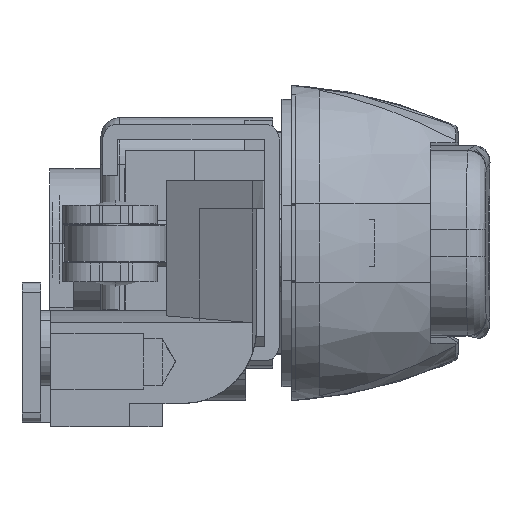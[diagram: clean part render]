
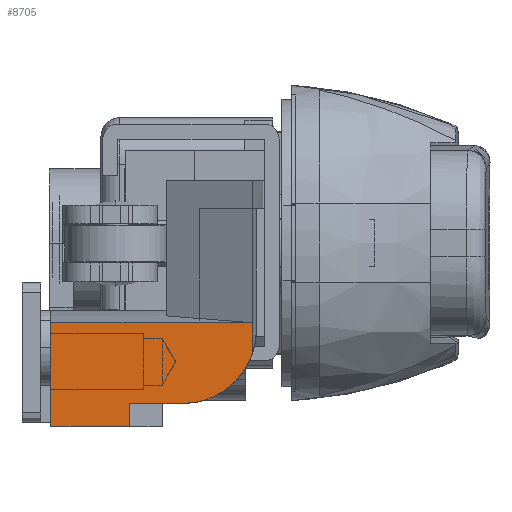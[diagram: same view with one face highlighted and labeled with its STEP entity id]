
A CAD part, front view. The second image highlights one B-rep face of the part: STEP entity #8705.
In plain terms, the highlighted face is planar.
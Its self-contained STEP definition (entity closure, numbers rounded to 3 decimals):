
#2454 = EDGE_LOOP ( 'NONE', ( #7441, #7443, #7442, #7444, #7445, #7447, #7446 ) ) ;
#6120 = VERTEX_POINT ( 'NONE', #18975 ) ;
#6121 = VERTEX_POINT ( 'NONE', #18976 ) ;
#6126 = VERTEX_POINT ( 'NONE', #18981 ) ;
#6127 = VERTEX_POINT ( 'NONE', #18982 ) ;
#6128 = VERTEX_POINT ( 'NONE', #18983 ) ;
#6129 = VERTEX_POINT ( 'NONE', #18984 ) ;
#6130 = VERTEX_POINT ( 'NONE', #18985 ) ;
#7441 = ORIENTED_EDGE ( 'NONE', *, *, #8246, .F. ) ;
#7442 = ORIENTED_EDGE ( 'NONE', *, *, #8247, .F. ) ;
#7443 = ORIENTED_EDGE ( 'NONE', *, *, #8245, .T. ) ;
#7444 = ORIENTED_EDGE ( 'NONE', *, *, #8239, .T. ) ;
#7445 = ORIENTED_EDGE ( 'NONE', *, *, #8248, .T. ) ;
#7446 = ORIENTED_EDGE ( 'NONE', *, *, #8250, .F. ) ;
#7447 = ORIENTED_EDGE ( 'NONE', *, *, #8249, .T. ) ;
#8239 = EDGE_CURVE ( 'NONE', #6121, #6120, #22312, .T. ) ;
#8245 = EDGE_CURVE ( 'NONE', #6126, #6128, #14262, .T. ) ;
#8246 = EDGE_CURVE ( 'NONE', #6126, #6127, #22335, .T. ) ;
#8247 = EDGE_CURVE ( 'NONE', #6121, #6128, #22338, .T. ) ;
#8248 = EDGE_CURVE ( 'NONE', #6120, #6129, #22341, .T. ) ;
#8249 = EDGE_CURVE ( 'NONE', #6129, #6130, #22344, .T. ) ;
#8250 = EDGE_CURVE ( 'NONE', #6127, #6130, #22347, .T. ) ;
#8705 = ADVANCED_FACE ( 'NONE', ( #25355 ), #26181, .F. ) ;
#14262 = CIRCLE ( 'NONE', #21373, 8. ) ;
#18975 = CARTESIAN_POINT ( 'NONE',  ( -16., 0., 11.212 ) ) ;
#18976 = CARTESIAN_POINT ( 'NONE',  ( -16., -21.712, 11.212 ) ) ;
#18981 = CARTESIAN_POINT ( 'NONE',  ( -16., -14.145, 2.5 ) ) ;
#18982 = CARTESIAN_POINT ( 'NONE',  ( -16., -8.5, 2.5 ) ) ;
#18983 = CARTESIAN_POINT ( 'NONE',  ( -16., -21.712, 7.903 ) ) ;
#18984 = CARTESIAN_POINT ( 'NONE',  ( -16., 0., 0. ) ) ;
#18985 = CARTESIAN_POINT ( 'NONE',  ( -16., -8.5, 0. ) ) ;
#21368 = VECTOR ( 'NONE', #22314, 1000. ) ;
#21373 = AXIS2_PLACEMENT_3D ( 'NONE', #22331, #22332, #22333 ) ;
#21374 = VECTOR ( 'NONE', #22337, 1000. ) ;
#21375 = VECTOR ( 'NONE', #22340, 1000. ) ;
#21376 = VECTOR ( 'NONE', #22343, 1000. ) ;
#21377 = VECTOR ( 'NONE', #22346, 1000. ) ;
#21378 = VECTOR ( 'NONE', #22349, 1000. ) ;
#22312 = LINE ( 'NONE', #22313, #21368 ) ;
#22313 = CARTESIAN_POINT ( 'NONE',  ( -16., -12.5, 11.212 ) ) ;
#22314 = DIRECTION ( 'NONE',  ( 0., 1., 0. ) ) ;
#22331 = CARTESIAN_POINT ( 'NONE',  ( -16., -14.145, 10.5 ) ) ;
#22332 = DIRECTION ( 'NONE',  ( -1., 0., 0. ) ) ;
#22333 = DIRECTION ( 'NONE',  ( 0., 0., -1. ) ) ;
#22335 = LINE ( 'NONE', #22336, #21374 ) ;
#22336 = CARTESIAN_POINT ( 'NONE',  ( -16., -8.5, 2.5 ) ) ;
#22337 = DIRECTION ( 'NONE',  ( 0., 1., 0. ) ) ;
#22338 = LINE ( 'NONE', #22339, #21375 ) ;
#22339 = CARTESIAN_POINT ( 'NONE',  ( -16., -21.712, 26.5 ) ) ;
#22340 = DIRECTION ( 'NONE',  ( 0., 0., -1. ) ) ;
#22341 = LINE ( 'NONE', #22342, #21376 ) ;
#22342 = CARTESIAN_POINT ( 'NONE',  ( -16., 0., 26.5 ) ) ;
#22343 = DIRECTION ( 'NONE',  ( 0., 0., -1. ) ) ;
#22344 = LINE ( 'NONE', #22345, #21377 ) ;
#22345 = CARTESIAN_POINT ( 'NONE',  ( -16., 0., 0. ) ) ;
#22346 = DIRECTION ( 'NONE',  ( 0., -1., 0. ) ) ;
#22347 = LINE ( 'NONE', #22348, #21378 ) ;
#22348 = CARTESIAN_POINT ( 'NONE',  ( -16., -8.5, 2.5 ) ) ;
#22349 = DIRECTION ( 'NONE',  ( 0., 0., -1. ) ) ;
#25355 = FACE_OUTER_BOUND ( 'NONE', #2454, .T. ) ;
#25358 = AXIS2_PLACEMENT_3D ( 'NONE', #26182, #26183, #26184 ) ;
#26181 = PLANE ( 'NONE',  #25358 ) ;
#26182 = CARTESIAN_POINT ( 'NONE',  ( -16., 0., 26.5 ) ) ;
#26183 = DIRECTION ( 'NONE',  ( 1., 0., 0. ) ) ;
#26184 = DIRECTION ( 'NONE',  ( 0., 0., -1. ) ) ;
